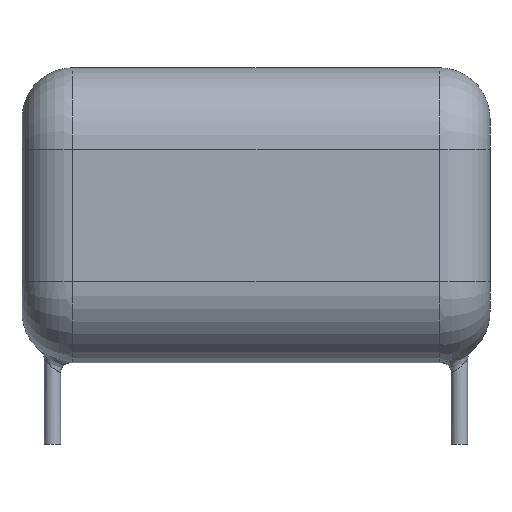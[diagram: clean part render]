
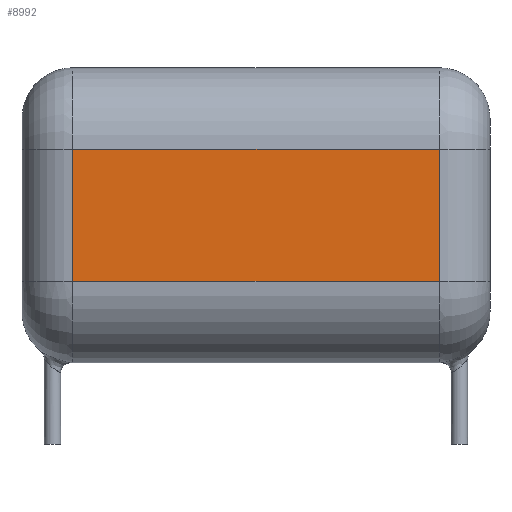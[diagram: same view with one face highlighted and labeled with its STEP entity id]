
A CAD part, front view. The second image highlights one B-rep face of the part: STEP entity #8992.
In plain terms, the highlighted planar face has unit normal (0, -1, 0).
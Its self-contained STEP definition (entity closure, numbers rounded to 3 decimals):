
#1006 = LINE ( 'NONE', #10814, #8382 ) ;
#1154 = VECTOR ( 'NONE', #4477, 1000. ) ;
#1478 = VERTEX_POINT ( 'NONE', #3878 ) ;
#1651 = PLANE ( 'NONE',  #8397 ) ;
#1840 = DIRECTION ( 'NONE',  ( -1., 0., 0. ) ) ;
#1869 = ORIENTED_EDGE ( 'NONE', *, *, #10700, .T. ) ;
#2162 = EDGE_CURVE ( 'NONE', #5400, #9945, #10089, .T. ) ;
#2278 = LINE ( 'NONE', #11030, #1154 ) ;
#2424 = DIRECTION ( 'NONE',  ( 0., 1., 0. ) ) ;
#2609 = FACE_OUTER_BOUND ( 'NONE', #8352, .T. ) ;
#2795 = DIRECTION ( 'NONE',  ( 0., 0., -1. ) ) ;
#3285 = DIRECTION ( 'NONE',  ( 0., 0., 1. ) ) ;
#3878 = CARTESIAN_POINT ( 'NONE',  ( -9., -4., 10.5 ) ) ;
#3897 = VECTOR ( 'NONE', #11283, 1000. ) ;
#4186 = VECTOR ( 'NONE', #2795, 1000. ) ;
#4460 = ORIENTED_EDGE ( 'NONE', *, *, #9992, .T. ) ;
#4477 = DIRECTION ( 'NONE',  ( 0., 0., 1. ) ) ;
#5400 = VERTEX_POINT ( 'NONE', #8448 ) ;
#7232 = VERTEX_POINT ( 'NONE', #8133 ) ;
#7643 = CARTESIAN_POINT ( 'NONE',  ( -9., -4., 14.5 ) ) ;
#8133 = CARTESIAN_POINT ( 'NONE',  ( 9., -4., 10.5 ) ) ;
#8352 = EDGE_LOOP ( 'NONE', ( #1869, #4460, #10521, #10739 ) ) ;
#8382 = VECTOR ( 'NONE', #1840, 1000. ) ;
#8397 = AXIS2_PLACEMENT_3D ( 'NONE', #9291, #2424, #3285 ) ;
#8448 = CARTESIAN_POINT ( 'NONE',  ( -9., -4., 4. ) ) ;
#8992 = ADVANCED_FACE ( 'NONE', ( #2609 ), #1651, .F. ) ;
#9291 = CARTESIAN_POINT ( 'NONE',  ( -11.5, -4., 14.5 ) ) ;
#9311 = EDGE_CURVE ( 'NONE', #9945, #7232, #2278, .T. ) ;
#9945 = VERTEX_POINT ( 'NONE', #11357 ) ;
#9992 = EDGE_CURVE ( 'NONE', #1478, #5400, #10592, .T. ) ;
#10089 = LINE ( 'NONE', #10328, #3897 ) ;
#10328 = CARTESIAN_POINT ( 'NONE',  ( 11.5, -4., 4. ) ) ;
#10521 = ORIENTED_EDGE ( 'NONE', *, *, #2162, .T. ) ;
#10592 = LINE ( 'NONE', #7643, #4186 ) ;
#10700 = EDGE_CURVE ( 'NONE', #7232, #1478, #1006, .T. ) ;
#10739 = ORIENTED_EDGE ( 'NONE', *, *, #9311, .T. ) ;
#10814 = CARTESIAN_POINT ( 'NONE',  ( -11.5, -4., 10.5 ) ) ;
#11030 = CARTESIAN_POINT ( 'NONE',  ( 9., -4., 14.5 ) ) ;
#11283 = DIRECTION ( 'NONE',  ( 1., 0., 0. ) ) ;
#11357 = CARTESIAN_POINT ( 'NONE',  ( 9., -4., 4. ) ) ;
